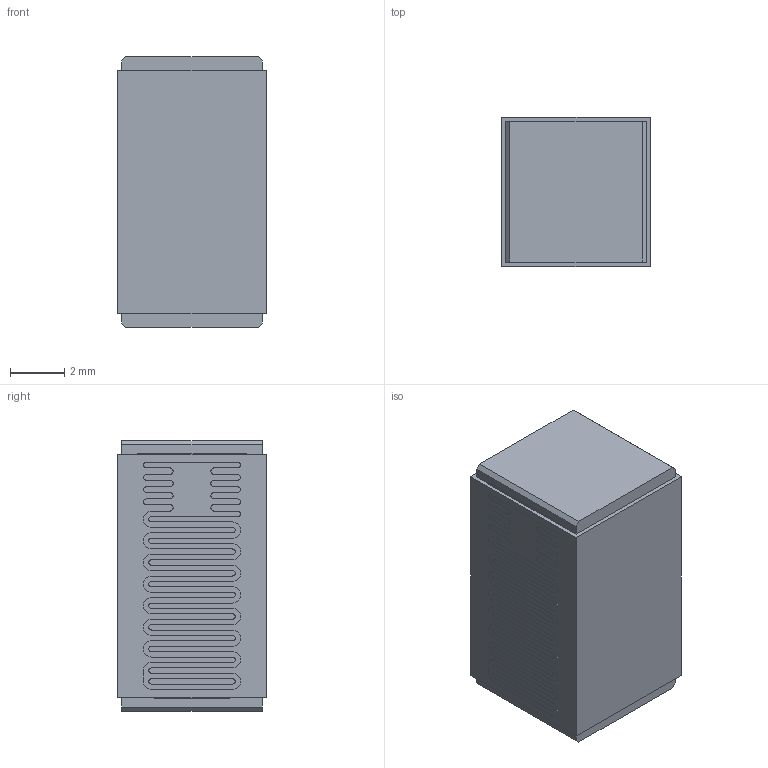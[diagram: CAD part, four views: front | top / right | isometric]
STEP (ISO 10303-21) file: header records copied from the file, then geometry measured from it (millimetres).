
FILE_DESCRIPTION(/* description */ (''),/* implementation_level */ '2;1');
FILE_NAME(/* name */ '6239-08-Ind.00.step',/* time_stamp */ '2023-10-10T17:06:33+02:00',/* author */ (''),/* organization */ (''),/* preprocessor_version */ 'ST-DEVELOPER v20',/* originating_system */ 'Autodesk Translation Framework v12.9.0.99',/* authorisation */ '');
FILE_SCHEMA (('AUTOMOTIVE_DESIGN { 1 0 10303 214 3 1 1 }'));
Length unit declared in the file: millimetre
Products named in the file (1): (Unsaved)
Bounding box: 5.52 x 5.5 x 10 mm (x, y, z)
Volume: 299.4 mm3; surface area: 280.3 mm2
Topology: 1 solids, 1 shells, 244 faces, 708 edges, 472 vertices
Faces by surface type: plane 142, cylinder 102
Entity records: 8116 total; most frequent: CARTESIAN_POINT 1425, ORIENTED_EDGE 1416, DIRECTION 1402, EDGE_CURVE 708, LINE 504, VECTOR 504, VERTEX_POINT 472, AXIS2_PLACEMENT_3D 449
